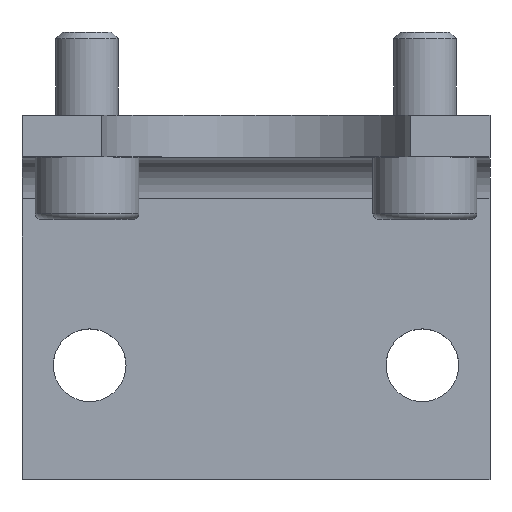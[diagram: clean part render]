
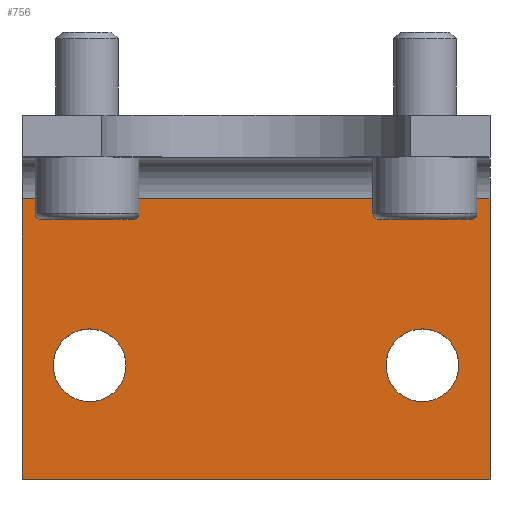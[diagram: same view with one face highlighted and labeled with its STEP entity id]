
A CAD part, top view. The second image highlights one B-rep face of the part: STEP entity #756.
In plain terms, the highlighted planar face has unit normal (0, 0, 1).
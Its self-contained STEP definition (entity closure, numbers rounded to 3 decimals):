
#61=LINE('',#1231,#109);
#62=LINE('',#1235,#110);
#63=LINE('',#1237,#111);
#64=LINE('',#1238,#112);
#109=VECTOR('',#1004,45.);
#110=VECTOR('',#1009,27.);
#111=VECTOR('',#1010,45.);
#112=VECTOR('',#1011,27.);
#161=FACE_BOUND('',#273,.T.);
#162=FACE_BOUND('',#274,.T.);
#206=FACE_OUTER_BOUND('',#272,.T.);
#272=EDGE_LOOP('',(#599,#600,#601,#602));
#273=EDGE_LOOP('',(#603));
#274=EDGE_LOOP('',(#604));
#305=CIRCLE('',#822,3.5);
#307=CIRCLE('',#825,3.5);
#365=VERTEX_POINT('',#1218);
#367=VERTEX_POINT('',#1223);
#369=VERTEX_POINT('',#1228);
#370=VERTEX_POINT('',#1230);
#371=VERTEX_POINT('',#1234);
#372=VERTEX_POINT('',#1236);
#446=EDGE_CURVE('',#365,#365,#305,.T.);
#448=EDGE_CURVE('',#367,#367,#307,.T.);
#451=EDGE_CURVE('',#370,#369,#61,.T.);
#453=EDGE_CURVE('',#369,#371,#62,.T.);
#454=EDGE_CURVE('',#372,#371,#63,.T.);
#455=EDGE_CURVE('',#372,#370,#64,.T.);
#599=ORIENTED_EDGE('',*,*,#453,.T.);
#600=ORIENTED_EDGE('',*,*,#454,.F.);
#601=ORIENTED_EDGE('',*,*,#455,.T.);
#602=ORIENTED_EDGE('',*,*,#451,.T.);
#603=ORIENTED_EDGE('',*,*,#446,.T.);
#604=ORIENTED_EDGE('',*,*,#448,.T.);
#664=PLANE('',#830);
#756=ADVANCED_FACE('',(#206,#161,#162),#664,.T.);
#822=AXIS2_PLACEMENT_3D('',#1219,#990,#991);
#825=AXIS2_PLACEMENT_3D('',#1224,#996,#997);
#830=AXIS2_PLACEMENT_3D('',#1233,#1007,#1008);
#990=DIRECTION('center_axis',(0.,0.,
-1.));
#991=DIRECTION('ref_axis',(0.,1.,0.));
#996=DIRECTION('center_axis',(0.,0.,
-1.));
#997=DIRECTION('ref_axis',(0.,1.,0.));
#1004=DIRECTION('',(-1.,0.,0.));
#1007=DIRECTION('center_axis',(0.,0.,
1.));
#1008=DIRECTION('ref_axis',(-1.,0.,0.));
#1009=DIRECTION('',(0.,-1.,0.));
#1010=DIRECTION('',(-1.,0.,0.));
#1011=DIRECTION('',(0.,1.,0.));
#1218=CARTESIAN_POINT('',(-16.,-27.5,4.));
#1219=CARTESIAN_POINT('Origin',(-16.,-24.,4.));
#1223=CARTESIAN_POINT('',(16.,-27.5,4.));
#1224=CARTESIAN_POINT('Origin',(16.,-24.,4.));
#1228=CARTESIAN_POINT('',(-22.5,-8.,4.));
#1230=CARTESIAN_POINT('',(22.5,-8.,4.));
#1231=CARTESIAN_POINT('',(22.5,-8.,4.));
#1233=CARTESIAN_POINT('Origin',(22.5,-8.,4.));
#1234=CARTESIAN_POINT('',(-22.5,-35.,4.));
#1235=CARTESIAN_POINT('',(-22.5,-35.,4.));
#1236=CARTESIAN_POINT('',(22.5,-35.,4.));
#1237=CARTESIAN_POINT('',(22.5,-35.,4.));
#1238=CARTESIAN_POINT('',(22.5,-35.,4.));
